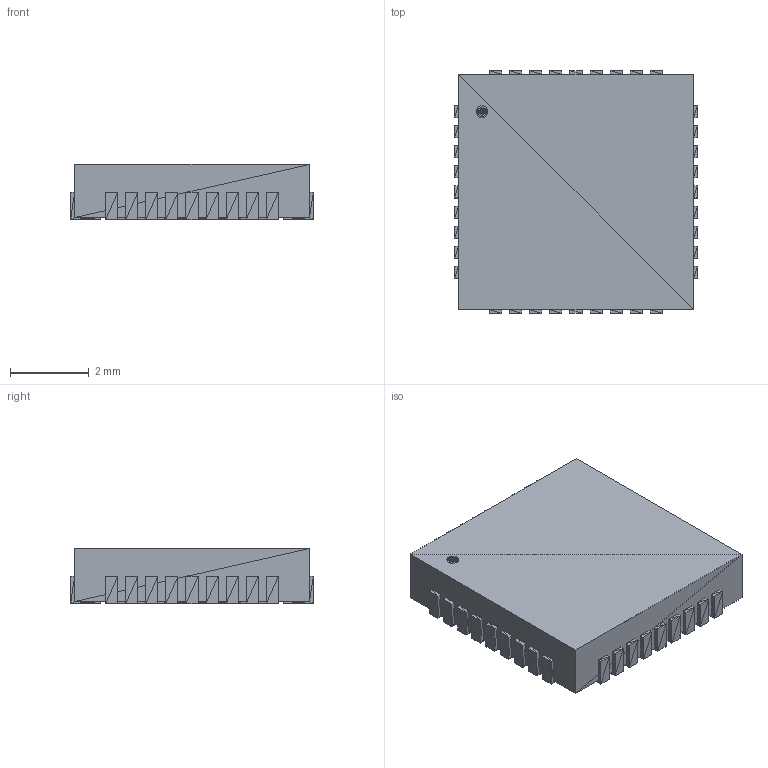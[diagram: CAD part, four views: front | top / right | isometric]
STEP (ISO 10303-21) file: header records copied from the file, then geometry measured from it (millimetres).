
FILE_DESCRIPTION(('STEP AP214'),'1');
FILE_NAME('QFN36_6X6MC-M','2018-12-09T14:07:30',(''),(''),'','','');
FILE_SCHEMA(('AUTOMOTIVE_DESIGN'));
Length unit declared in the file: millimetre
Products named in the file (1): product
Bounding box: 6.15 x 6.15 x 1.4 mm (x, y, z)
Surface area: 172.9 mm2 (no closed solid volume)
Topology: 0 solids, 872 shells, 872 faces, 2616 edges, 2616 vertices
Faces by surface type: plane 872
Entity records: 28835 total; most frequent: CARTESIAN_POINT 6105, DIRECTION 4362, ORIENTED_EDGE 2616, EDGE_CURVE 2616, VERTEX_POINT 2616, LINE 2616, VECTOR 2616, AXIS2_PLACEMENT_3D 873
